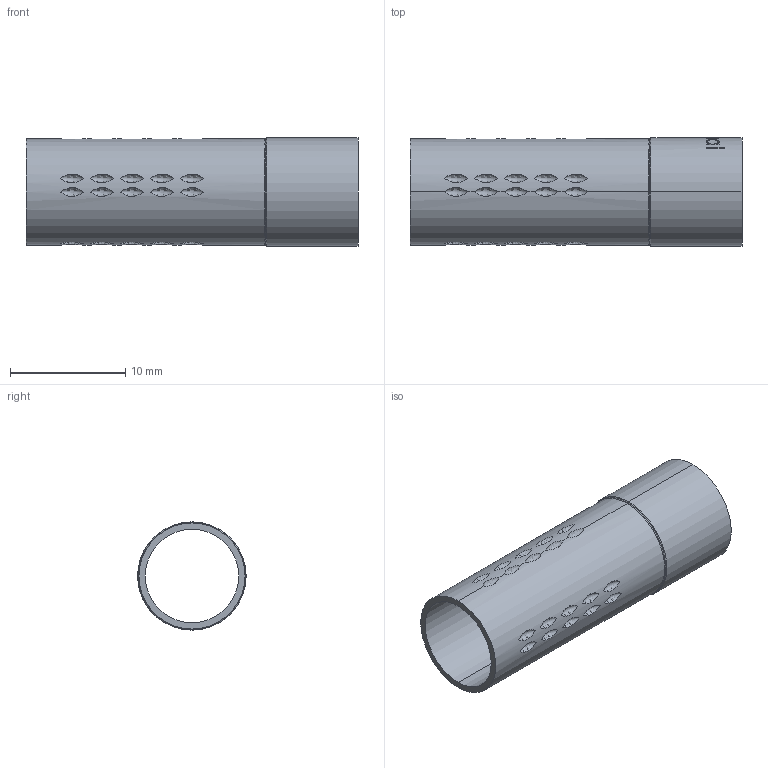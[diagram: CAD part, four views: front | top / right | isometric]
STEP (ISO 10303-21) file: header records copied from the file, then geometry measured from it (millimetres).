
FILE_DESCRIPTION (( 'STEP AP214' ), '1' );
FILE_NAME ('rubberofpen.STEP', '2021-04-20T06:17:21', ( '' ), ( '' ), 'SwSTEP 2.0', 'SolidWorks 2019', '' );
FILE_SCHEMA (( 'AUTOMOTIVE_DESIGN' ));
Length unit declared in the file: millimetre
Products named in the file (1): rubberofpen
Bounding box: 28.8 x 9.4 x 9.4 mm (x, y, z)
Volume: 442.6 mm3; surface area: 1649.3 mm2
Topology: 1 solids, 1 shells, 141 faces, 434 edges, 254 vertices
Faces by surface type: plane 52, torus 44, bspline 30, cylinder 15
Entity records: 6022 total; most frequent: CARTESIAN_POINT 2852, ORIENTED_EDGE 708, DIRECTION 498, EDGE_CURVE 354, VERTEX_POINT 254, EDGE_LOOP 182, AXIS2_PLACEMENT_3D 176, LINE 146
